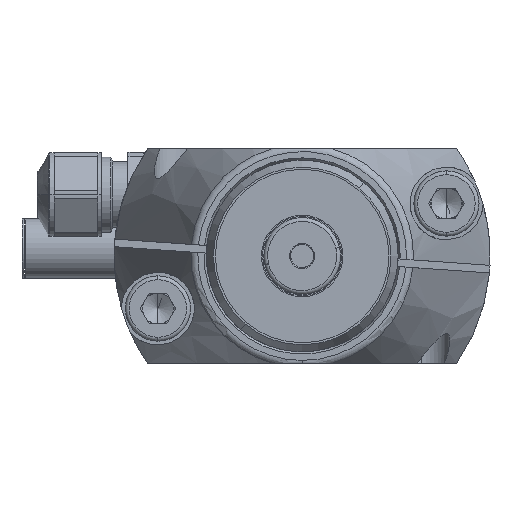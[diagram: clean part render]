
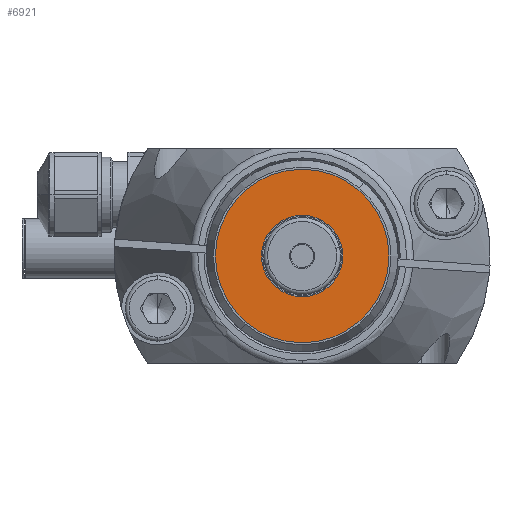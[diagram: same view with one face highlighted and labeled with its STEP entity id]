
A CAD part, left-side view. The second image highlights one B-rep face of the part: STEP entity #6921.
In plain terms, the highlighted planar face has unit normal (-1, 0, 0).
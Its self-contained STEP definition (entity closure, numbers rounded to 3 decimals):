
#302 = DIRECTION ( 'NONE',  ( -1., 0., 0. ) ) ;
#399 = CARTESIAN_POINT ( 'NONE',  ( -82.2, 0., 0. ) ) ;
#770 = VERTEX_POINT ( 'NONE', #7830 ) ;
#778 = EDGE_LOOP ( 'NONE', ( #4244, #4730 ) ) ;
#1004 = DIRECTION ( 'NONE',  ( 0., -0.766, -0.643 ) ) ;
#1131 = EDGE_CURVE ( 'NONE', #2152, #8512, #2740, .T. ) ;
#1165 = DIRECTION ( 'NONE',  ( 0., -0.766, -0.643 ) ) ;
#1425 = CIRCLE ( 'NONE', #8034, 5.3 ) ;
#1560 = EDGE_LOOP ( 'NONE', ( #6395, #5899 ) ) ;
#2011 = AXIS2_PLACEMENT_3D ( 'NONE', #399, #3513, #7563 ) ;
#2152 = VERTEX_POINT ( 'NONE', #5704 ) ;
#2183 = DIRECTION ( 'NONE',  ( -1., 0., 0. ) ) ;
#2689 = CARTESIAN_POINT ( 'NONE',  ( -82.2, -8.656, -7.263 ) ) ;
#2740 = CIRCLE ( 'NONE', #8953, 11.3 ) ;
#2847 = DIRECTION ( 'NONE',  ( 0., -0.766, -0.643 ) ) ;
#3096 = EDGE_CURVE ( 'NONE', #8894, #770, #1425, .T. ) ;
#3147 = DIRECTION ( 'NONE',  ( -1., 0., 0. ) ) ;
#3425 = EDGE_CURVE ( 'NONE', #8512, #2152, #4635, .T. ) ;
#3431 = CARTESIAN_POINT ( 'NONE',  ( -82.2, 0., 0. ) ) ;
#3513 = DIRECTION ( 'NONE',  ( -1., 0., 0. ) ) ;
#3587 = EDGE_CURVE ( 'NONE', #770, #8894, #4587, .T. ) ;
#4244 = ORIENTED_EDGE ( 'NONE', *, *, #3096, .F. ) ;
#4339 = AXIS2_PLACEMENT_3D ( 'NONE', #6352, #3147, #2847 ) ;
#4485 = CARTESIAN_POINT ( 'NONE',  ( -82.2, 0., 0. ) ) ;
#4587 = CIRCLE ( 'NONE', #7058, 5.3 ) ;
#4635 = CIRCLE ( 'NONE', #2011, 11.3 ) ;
#4730 = ORIENTED_EDGE ( 'NONE', *, *, #3587, .F. ) ;
#4950 = DIRECTION ( 'NONE',  ( 0., -0.766, -0.643 ) ) ;
#5704 = CARTESIAN_POINT ( 'NONE',  ( -82.2, 8.656, 7.263 ) ) ;
#5899 = ORIENTED_EDGE ( 'NONE', *, *, #3425, .T. ) ;
#6186 = CARTESIAN_POINT ( 'NONE',  ( -82.2, 4.06, 3.407 ) ) ;
#6352 = CARTESIAN_POINT ( 'NONE',  ( -82.2, 0., 0. ) ) ;
#6395 = ORIENTED_EDGE ( 'NONE', *, *, #1131, .T. ) ;
#6736 = FACE_BOUND ( 'NONE', #778, .T. ) ;
#6921 = ADVANCED_FACE ( 'NONE', ( #8778, #6736 ), #7028, .T. ) ;
#6999 = DIRECTION ( 'NONE',  ( -1., 0., 0. ) ) ;
#7028 = PLANE ( 'NONE',  #4339 ) ;
#7058 = AXIS2_PLACEMENT_3D ( 'NONE', #3431, #2183, #1004 ) ;
#7563 = DIRECTION ( 'NONE',  ( 0., -0.766, -0.643 ) ) ;
#7830 = CARTESIAN_POINT ( 'NONE',  ( -82.2, -4.06, -3.407 ) ) ;
#7925 = CARTESIAN_POINT ( 'NONE',  ( -82.2, 0., 0. ) ) ;
#8034 = AXIS2_PLACEMENT_3D ( 'NONE', #7925, #302, #1165 ) ;
#8512 = VERTEX_POINT ( 'NONE', #2689 ) ;
#8778 = FACE_OUTER_BOUND ( 'NONE', #1560, .T. ) ;
#8894 = VERTEX_POINT ( 'NONE', #6186 ) ;
#8953 = AXIS2_PLACEMENT_3D ( 'NONE', #4485, #6999, #4950 ) ;
